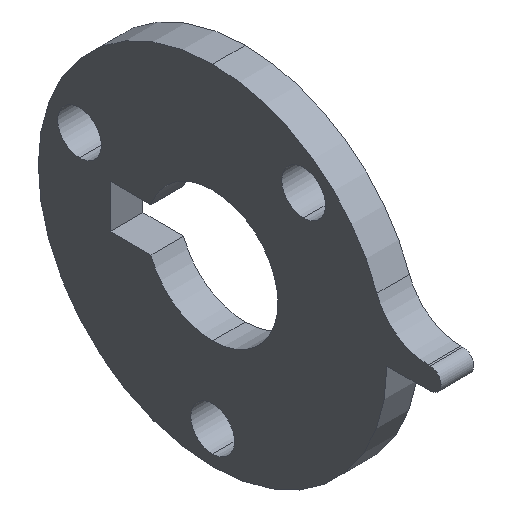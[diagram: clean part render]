
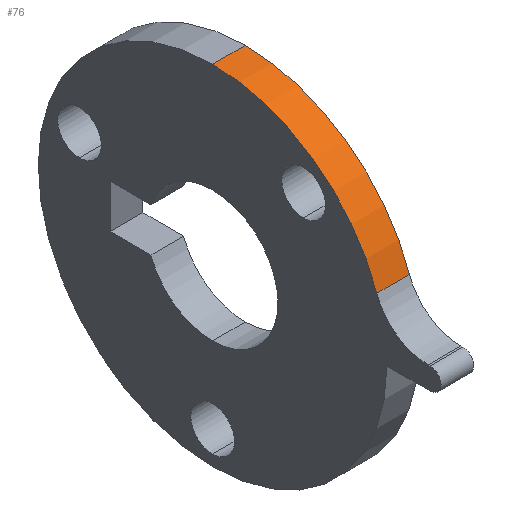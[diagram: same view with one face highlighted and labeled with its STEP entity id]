
A CAD part, isometric view. The second image highlights one B-rep face of the part: STEP entity #76.
In plain terms, the highlighted cylindrical face has radius 8 mm (diameter 16 mm), a partial arc.
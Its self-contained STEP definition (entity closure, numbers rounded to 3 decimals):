
#31 = DIRECTION ( 'NONE',  ( -1., 0., 0. ) ) ;
#34 = DIRECTION ( 'NONE',  ( 1., 0., 0. ) ) ;
#76 = ADVANCED_FACE ( 'NONE', ( #118 ), #486, .T. ) ;
#85 = CARTESIAN_POINT ( 'NONE',  ( 1.5, 0., 8. ) ) ;
#97 = DIRECTION ( 'NONE',  ( 1., 0., 0. ) ) ;
#118 = FACE_OUTER_BOUND ( 'NONE', #1129, .T. ) ;
#132 = VERTEX_POINT ( 'NONE', #506 ) ;
#139 = DIRECTION ( 'NONE',  ( 0., 0., -1. ) ) ;
#299 = CARTESIAN_POINT ( 'NONE',  ( 1.5, -7.542, 2.667 ) ) ;
#324 = ORIENTED_EDGE ( 'NONE', *, *, #985, .F. ) ;
#330 = ORIENTED_EDGE ( 'NONE', *, *, #841, .F. ) ;
#358 = DIRECTION ( 'NONE',  ( -1., 0., 0. ) ) ;
#431 = ORIENTED_EDGE ( 'NONE', *, *, #627, .T. ) ;
#437 = CARTESIAN_POINT ( 'NONE',  ( 0., 0., 8. ) ) ;
#486 = CYLINDRICAL_SURFACE ( 'NONE', #722, 8. ) ;
#501 = CIRCLE ( 'NONE', #1063, 8. ) ;
#506 = CARTESIAN_POINT ( 'NONE',  ( 1.5, 0., 8. ) ) ;
#508 = CARTESIAN_POINT ( 'NONE',  ( 0., -7.542, 2.667 ) ) ;
#527 = CARTESIAN_POINT ( 'NONE',  ( 1.5, -7.542, 2.667 ) ) ;
#545 = CARTESIAN_POINT ( 'NONE',  ( 1.5, 0., 0. ) ) ;
#550 = DIRECTION ( 'NONE',  ( 0., 0., -1. ) ) ;
#612 = AXIS2_PLACEMENT_3D ( 'NONE', #752, #34, #139 ) ;
#622 = ORIENTED_EDGE ( 'NONE', *, *, #904, .T. ) ;
#627 = EDGE_CURVE ( 'NONE', #806, #831, #707, .T. ) ;
#638 = LINE ( 'NONE', #85, #1140 ) ;
#697 = VERTEX_POINT ( 'NONE', #299 ) ;
#707 = CIRCLE ( 'NONE', #612, 8. ) ;
#722 = AXIS2_PLACEMENT_3D ( 'NONE', #744, #31, #1081 ) ;
#744 = CARTESIAN_POINT ( 'NONE',  ( 1.5, 0., 0. ) ) ;
#752 = CARTESIAN_POINT ( 'NONE',  ( 0., 0., 0. ) ) ;
#806 = VERTEX_POINT ( 'NONE', #437 ) ;
#831 = VERTEX_POINT ( 'NONE', #508 ) ;
#841 = EDGE_CURVE ( 'NONE', #697, #831, #873, .T. ) ;
#873 = LINE ( 'NONE', #527, #976 ) ;
#904 = EDGE_CURVE ( 'NONE', #132, #806, #638, .T. ) ;
#976 = VECTOR ( 'NONE', #1122, 1000. ) ;
#985 = EDGE_CURVE ( 'NONE', #132, #697, #501, .T. ) ;
#1063 = AXIS2_PLACEMENT_3D ( 'NONE', #545, #97, #550 ) ;
#1081 = DIRECTION ( 'NONE',  ( 0., 0., 1. ) ) ;
#1122 = DIRECTION ( 'NONE',  ( -1., 0., 0. ) ) ;
#1129 = EDGE_LOOP ( 'NONE', ( #324, #622, #431, #330 ) ) ;
#1140 = VECTOR ( 'NONE', #358, 1000. ) ;
